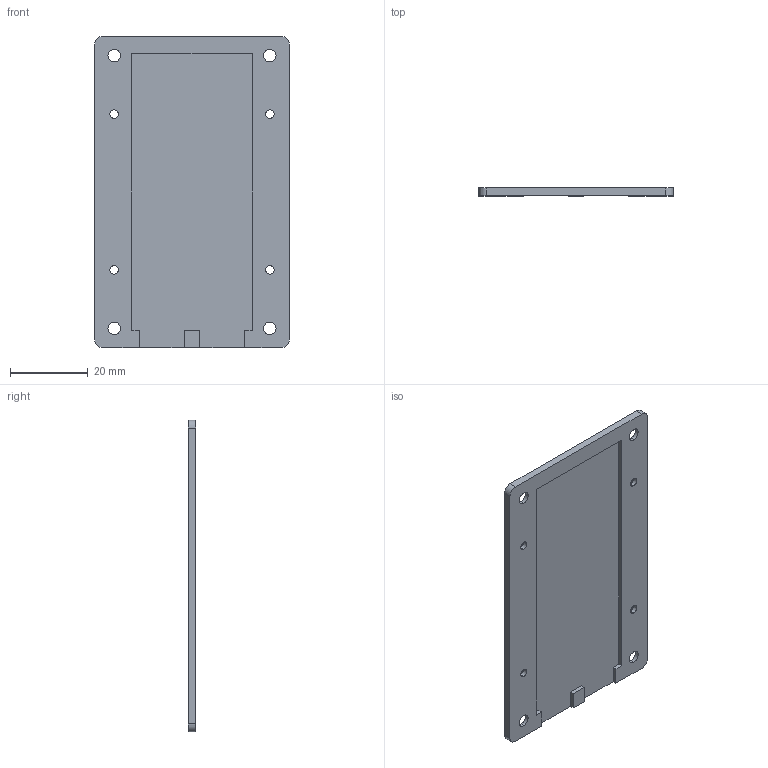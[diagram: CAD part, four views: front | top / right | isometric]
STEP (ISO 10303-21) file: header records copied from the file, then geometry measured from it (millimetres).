
FILE_DESCRIPTION (( 'STEP AP214' ), '1' );
FILE_NAME ('加热平面.STEP', '2024-07-24T01:19:31', ( '' ), ( '' ), 'SwSTEP 2.0', 'SolidWorks 2024', '' );
FILE_SCHEMA (( 'AUTOMOTIVE_DESIGN' ));
Length unit declared in the file: millimetre
Products named in the file (1): 加热平面
Bounding box: 50 x 2 x 80 mm (x, y, z)
Volume: 5473.1 mm3; surface area: 8781 mm2
Topology: 1 solids, 1 shells, 62 faces, 156 edges, 104 vertices
Faces by surface type: cylinder 36, plane 26
Entity records: 1947 total; most frequent: DIRECTION 354, CARTESIAN_POINT 323, ORIENTED_EDGE 312, EDGE_CURVE 156, AXIS2_PLACEMENT_3D 135, VERTEX_POINT 104, EDGE_LOOP 86, VECTOR 84
